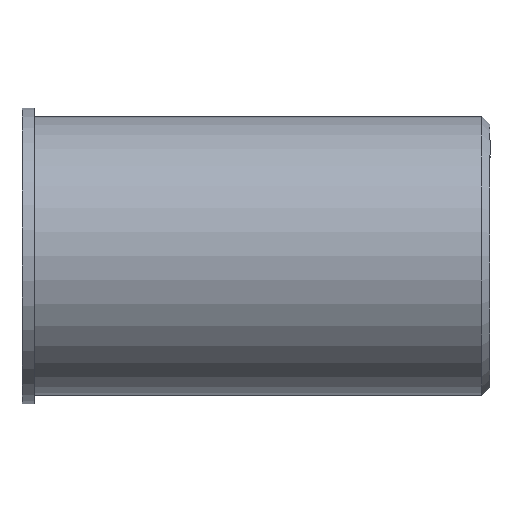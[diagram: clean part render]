
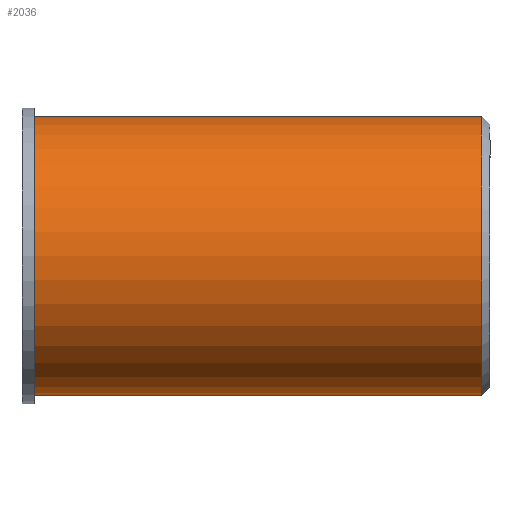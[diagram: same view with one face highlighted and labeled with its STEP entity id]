
A CAD part, top view. The second image highlights one B-rep face of the part: STEP entity #2036.
In plain terms, the highlighted cylindrical face has radius 4.318 mm (diameter 8.636 mm), a partial arc.
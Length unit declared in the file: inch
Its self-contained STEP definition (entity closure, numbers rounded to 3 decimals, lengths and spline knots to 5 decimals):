
#1954 = EDGE_LOOP ( 'NONE', ( #1955, #1956, #1959, #1962 ) ) ;
#1955 = ORIENTED_EDGE ( 'NONE', *, *, #1977, .T. ) ;
#1956 = ORIENTED_EDGE ( 'NONE', *, *, #1957, .T. ) ;
#1957 = EDGE_CURVE ( 'NONE', #1975, #1958, #9276, .T. ) ;
#1958 = VERTEX_POINT ( 'NONE', #9268 ) ;
#1959 = ORIENTED_EDGE ( 'NONE', *, *, #1960, .F. ) ;
#1960 = EDGE_CURVE ( 'NONE', #1961, #1958, #9267, .T. ) ;
#1961 = VERTEX_POINT ( 'NONE', #9262 ) ;
#1962 = ORIENTED_EDGE ( 'NONE', *, *, #1963, .F. ) ;
#1963 = EDGE_CURVE ( 'NONE', #2033, #1961, #9260, .T. ) ;
#1975 = VERTEX_POINT ( 'NONE', #9324 ) ;
#1977 = EDGE_CURVE ( 'NONE', #2033, #1975, #9322, .T. ) ;
#2033 = VERTEX_POINT ( 'NONE', #9534 ) ;
#2036 = ADVANCED_FACE ( 'NONE', ( #9528 ), #9509, .T. ) ;
#9257 = DIRECTION ( 'NONE',  ( -1., 0., 0. ) ) ;
#9258 = VECTOR ( 'NONE', #9257, 39.37008 ) ;
#9259 = CARTESIAN_POINT ( 'NONE',  ( 0., -0.17, 0. ) ) ;
#9260 = LINE ( 'NONE', #9259, #9258 ) ;
#9262 = CARTESIAN_POINT ( 'NONE',  ( 0.015, -0.17, 0. ) ) ;
#9263 = DIRECTION ( 'NONE',  ( 0., -1., 0. ) ) ;
#9264 = DIRECTION ( 'NONE',  ( -1., 0., 0. ) ) ;
#9265 = CARTESIAN_POINT ( 'NONE',  ( 0.015, 0., 0. ) ) ;
#9266 = AXIS2_PLACEMENT_3D ( 'NONE', #9265, #9264, #9263 ) ;
#9267 = CIRCLE ( 'NONE', #9266, 0.17 ) ;
#9268 = CARTESIAN_POINT ( 'NONE',  ( 0.015, 0.17, 0. ) ) ;
#9269 = DIRECTION ( 'NONE',  ( -1., 0., 0. ) ) ;
#9270 = VECTOR ( 'NONE', #9269, 39.37008 ) ;
#9271 = CARTESIAN_POINT ( 'NONE',  ( 0., 0.17, 0. ) ) ;
#9276 = LINE ( 'NONE', #9271, #9270 ) ;
#9318 = DIRECTION ( 'NONE',  ( 0., -1., 0. ) ) ;
#9319 = DIRECTION ( 'NONE',  ( -1., 0., 0. ) ) ;
#9320 = CARTESIAN_POINT ( 'NONE',  ( 0.56, 0., 0. ) ) ;
#9321 = AXIS2_PLACEMENT_3D ( 'NONE', #9320, #9319, #9318 ) ;
#9322 = CIRCLE ( 'NONE', #9321, 0.17 ) ;
#9324 = CARTESIAN_POINT ( 'NONE',  ( 0.56, 0.17, 0. ) ) ;
#9509 = CYLINDRICAL_SURFACE ( 'NONE', #9561, 0.17 ) ;
#9510 = CARTESIAN_POINT ( 'NONE',  ( 0., 0., 0. ) ) ;
#9528 = FACE_OUTER_BOUND ( 'NONE', #1954, .T. ) ;
#9534 = CARTESIAN_POINT ( 'NONE',  ( 0.56, -0.17, 0. ) ) ;
#9559 = DIRECTION ( 'NONE',  ( 0., -1., 0. ) ) ;
#9560 = DIRECTION ( 'NONE',  ( -1., 0., 0. ) ) ;
#9561 = AXIS2_PLACEMENT_3D ( 'NONE', #9510, #9560, #9559 ) ;
